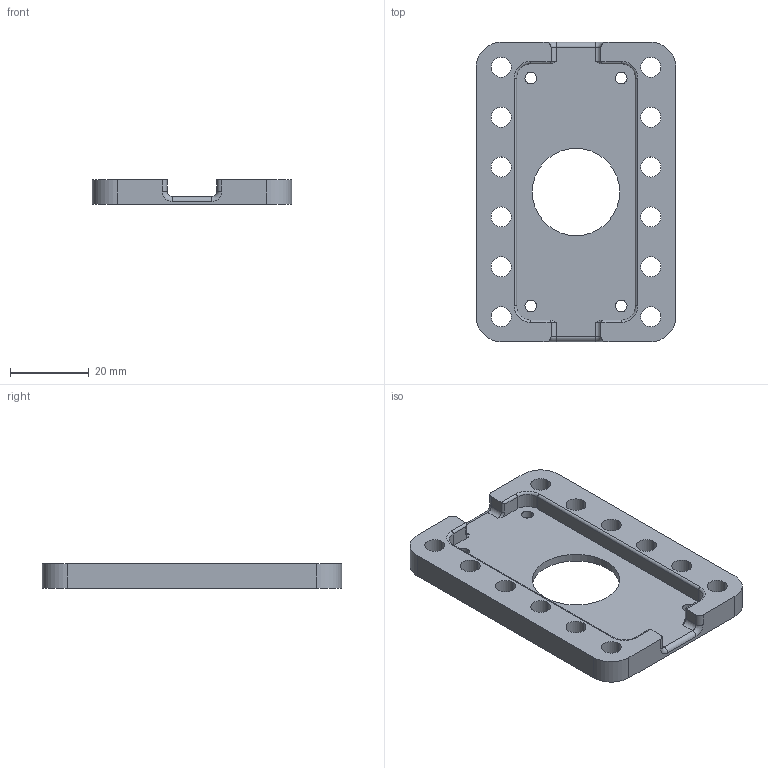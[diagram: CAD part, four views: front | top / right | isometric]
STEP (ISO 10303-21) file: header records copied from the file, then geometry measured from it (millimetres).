
FILE_DESCRIPTION (( 'STEP AP214' ), '1' );
FILE_NAME ('Google Coral Symetrical Case Half.STEP', '2024-09-05T18:55:46', ( '' ), ( '' ), 'SwSTEP 2.0', 'SolidWorks 2024', '' );
FILE_SCHEMA (( 'AUTOMOTIVE_DESIGN' ));
Length unit declared in the file: inch
Products named in the file (1): Google Coral Symetrical Case Half
Bounding box: 50.8 x 76.2 x 6.35 mm (x, y, z)
Volume: 12866.2 mm3; surface area: 9926.3 mm2
Topology: 1 solids, 1 shells, 92 faces, 246 edges, 156 vertices
Faces by surface type: cylinder 62, plane 18, torus 12
Entity records: 3013 total; most frequent: DIRECTION 552, CARTESIAN_POINT 527, ORIENTED_EDGE 492, EDGE_CURVE 246, AXIS2_PLACEMENT_3D 221, VERTEX_POINT 156, CIRCLE 128, EDGE_LOOP 126
